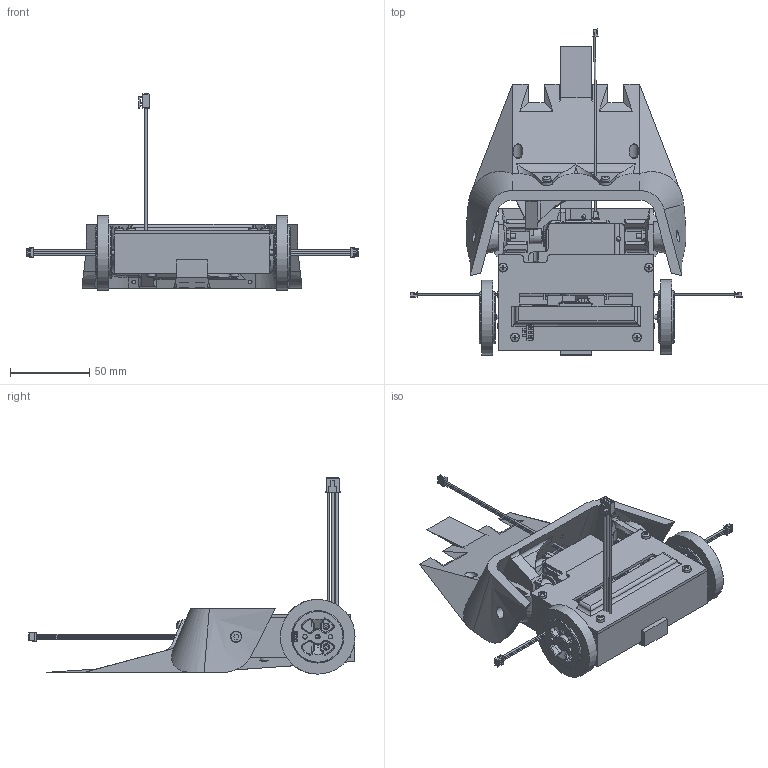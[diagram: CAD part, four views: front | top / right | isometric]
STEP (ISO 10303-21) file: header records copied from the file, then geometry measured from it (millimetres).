
FILE_DESCRIPTION(/* description */ (''),/* implementation_level */ '2;1');
FILE_NAME(/* name */ '铲车.stp',/* time_stamp */ '2024-03-21T15:29:27+08:00',/* author */ ('13326471722'),/* organization */ (''),/* preprocessor_version */ 'ST-DEVELOPER v18.1',/* originating_system */ 'Autodesk Inventor 2021',/* authorisation */ '');
FILE_SCHEMA (('AUTOMOTIVE_DESIGN { 1 0 10303 214 3 1 1 }'));
Products named in the file (22): 铲车8; 铲车; 铲子; 舵机扣; 条; 支架; 37mm新轮毂_MIR; 00-3010001_105_MIR; 3700_MIR; 37mm新轮毂_MIR_MIR; 00-3010001_105_MIR_MIR; 3700_MIR_MIR; 【保密】EM40D短款舵机臂2
0231226林朝辉; 【保密】EM40D舵机移参2
0240102林朝辉; 盖; 【保密】EM40D 2s450mah75c 锂电池 202401
02林朝辉; 【保密】EM40D主控器移参2
0231226林朝辉; 【保密】EM40D减速机移参2
0240102林朝辉; 螺钉GB 845-85 - ST2.9 x 9.5 - C - H; 螺母 GB/T 6170 M3.5; 4 12 M3塞打螺丝; 零件66
Assembly tree (45 placements, depth 3):
  铲车8
    铲车
    铲子
    舵机扣
    条
    支架
    37mm新轮毂_MIR
      00-3010001_105_MIR
      3700_MIR
    37mm新轮毂_MIR_MIR
      00-3010001_105_MIR_MIR
      3700_MIR_MIR
    【保密】EM40D短款舵机臂2
0231226林朝辉
    【保密】EM40D舵机移参2
0240102林朝辉
    盖
    【保密】EM40D 2s450mah75c 锂电池 202401
02林朝辉
    【保密】EM40D减速机移参2
0240102林朝辉  x2
    【保密】EM40D主控器移参2
0231226林朝辉
    螺钉GB 845-85 - ST2.9 x 9.5 - C - H  x15
    螺母 GB/T 6170 M3.5  x2
    4 12 M3塞打螺丝  x2
    零件66  x8
Bounding box: 209 x 205.28 x 123.55 mm (x, y, z)
Volume: 290952.7 mm3; surface area: 157403.3 mm2
Topology: 53 solids, 63 shells, 5757 faces, 15564 edges, 10183 vertices
Faces by surface type: plane 3761, cylinder 909, cone 482, bspline 329, torus 195, sphere 81
Full cylindrical faces by diameter (mm): 0.5 x24, 0.6 x4, 1 x13, 1.1 x4, 1.5 x6, 1.6 x8, 1.7 x3, 2 x20, 2.2 x4, 2.3 x4, 2.5 x33, 2.8 x4, 2.85 x2, 2.9 x15, 3 x23, 3.25 x1, 4 x6, 4.5 x2, 5 x4, 5.1 x2, 5.5 x4, 6 x4, 7 x4, 9.5 x1, 26 x2, 47 x2
Entity records: 182457 total; most frequent: CARTESIAN_POINT 56300, ORIENTED_EDGE 26804, DIRECTION 24224, EDGE_CURVE 13402, LINE 9798, VECTOR 9798, VERTEX_POINT 8816, AXIS2_PLACEMENT_3D 7213
